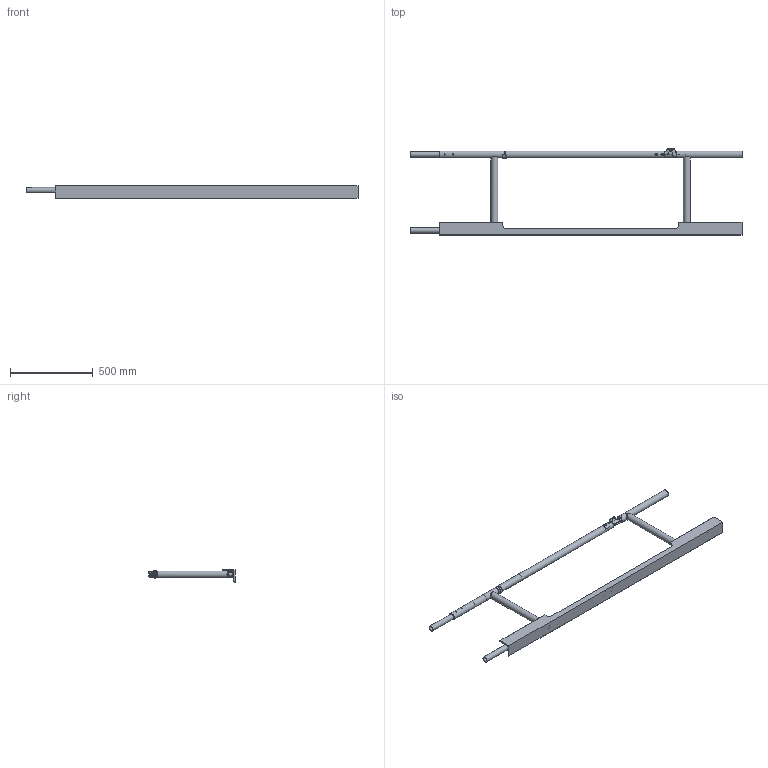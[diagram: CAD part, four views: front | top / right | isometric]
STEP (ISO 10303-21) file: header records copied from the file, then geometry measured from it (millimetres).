
FILE_DESCRIPTION(/* description */ (''),/* implementation_level */ '2;1');
FILE_NAME(/* name */ 'FE-00029.iam.stp',/* time_stamp */ '2018-01-01T11:22:18-08:00',/* author */ ('PhillipD'),/* organization */ (''),/* preprocessor_version */ 'ST-DEVELOPER v16.13',/* originating_system */ 'Autodesk Inventor 2018',/* authorisation */ '');
FILE_SCHEMA (('AUTOMOTIVE_DESIGN { 1 0 10303 214 3 1 1 }'));
Length unit declared in the file: inch
Products named in the file (13): FE-00029; FE-00006; FE-00006-01; FE-00006-02; FE-00006-03; FE-00006-04; FE-00006-05; FE-00006-06; FE-00006-07; FE-00026; FE-00028; FE-00031; FE-00027
Assembly tree (16 placements, depth 3):
  FE-00029
    FE-00006
      FE-00006-01
      FE-00006-02  x2
      FE-00006-03
      FE-00006-04
      FE-00006-05
      FE-00006-06
      FE-00006-07  x2
    FE-00026  x2
    FE-00028
    FE-00031
    FE-00027  x2
Bounding box: 2006.6 x 519.84 x 76.2 mm (x, y, z)
Volume: 3598859.1 mm3; surface area: 1605488.9 mm2
Topology: 15 solids, 15 shells, 172 faces, 494 edges, 310 vertices
Faces by surface type: cylinder 94, plane 62, torus 8, sphere 6, bspline 2
Full cylindrical faces by diameter (mm): 4.762 x4, 4.851 x8, 5.105 x5, 6.35 x14, 12.7 x2, 26.67 x3, 33.401 x3, 35.052 x7, 42.164 x7
Entity records: 5763 total; most frequent: CARTESIAN_POINT 2410, DIRECTION 578, ORIENTED_EDGE 522, EDGE_CURVE 261, AXIS2_PLACEMENT_3D 232, EDGE_LOOP 221, VERTEX_POINT 192, FACE_OUTER_BOUND 124
